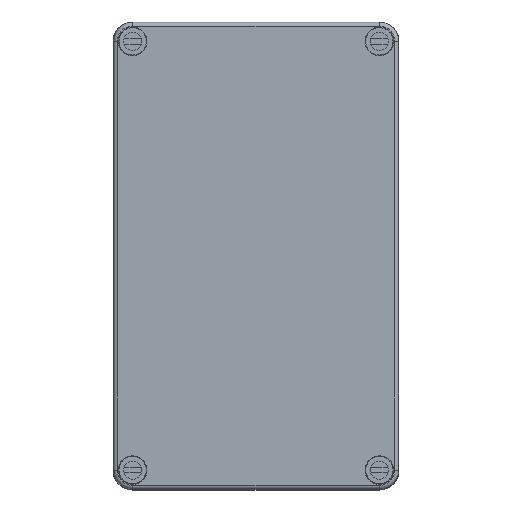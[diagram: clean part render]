
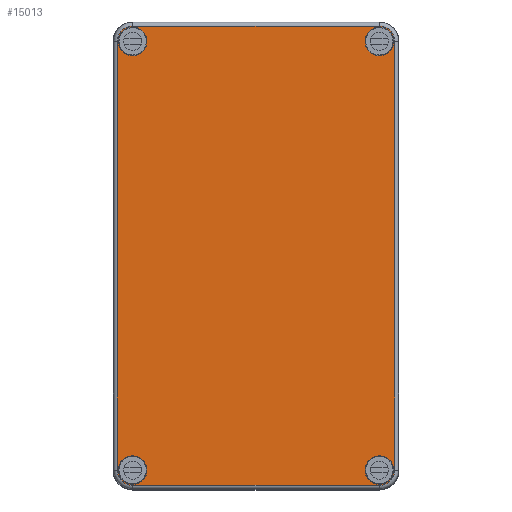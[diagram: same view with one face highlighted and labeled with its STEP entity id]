
A CAD part, top view. The second image highlights one B-rep face of the part: STEP entity #15013.
In plain terms, the highlighted planar face has unit normal (0, 0, 1).
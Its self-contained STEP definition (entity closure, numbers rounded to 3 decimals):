
#50 = ORIENTED_EDGE ( 'NONE', *, *, #14680, .T. ) ;
#310 = CARTESIAN_POINT ( 'NONE',  ( -42., -82.5, 18. ) ) ;
#330 = CARTESIAN_POINT ( 'NONE',  ( 47.5, -88.356, 18. ) ) ;
#458 = CARTESIAN_POINT ( 'NONE',  ( 47.5, -88.356, 18. ) ) ;
#573 = CARTESIAN_POINT ( 'NONE',  ( -47.5, 88.356, 18. ) ) ;
#1330 = AXIS2_PLACEMENT_3D ( 'NONE', #17892, #8148, #19520 ) ;
#1566 = EDGE_CURVE ( 'NONE', #7071, #10342, #19096, .T. ) ;
#1884 = ORIENTED_EDGE ( 'NONE', *, *, #10335, .F. ) ;
#1915 = VERTEX_POINT ( 'NONE', #12356 ) ;
#2004 = EDGE_CURVE ( 'NONE', #12673, #19013, #5612, .T. ) ;
#2099 = DIRECTION ( 'NONE',  ( -1., 0., 0. ) ) ;
#2491 = CIRCLE ( 'NONE', #18435, 5.5 ) ;
#2526 = CARTESIAN_POINT ( 'NONE',  ( -47.5, 82.5, 18. ) ) ;
#3071 = CARTESIAN_POINT ( 'NONE',  ( 47.5, -82.5, 18. ) ) ;
#3099 = ORIENTED_EDGE ( 'NONE', *, *, #11331, .F. ) ;
#3282 = VECTOR ( 'NONE', #21000, 1000. ) ;
#3620 = ORIENTED_EDGE ( 'NONE', *, *, #18368, .T. ) ;
#3799 = VERTEX_POINT ( 'NONE', #20947 ) ;
#3840 = AXIS2_PLACEMENT_3D ( 'NONE', #17528, #7787, #19148 ) ;
#3927 = FACE_BOUND ( 'NONE', #14188, .T. ) ;
#4024 = AXIS2_PLACEMENT_3D ( 'NONE', #9120, #20507, #10755 ) ;
#4055 = CARTESIAN_POINT ( 'NONE',  ( 47.5, 88.356, 18. ) ) ;
#4198 = DIRECTION ( 'NONE',  ( -1., 0., 0. ) ) ;
#4316 = AXIS2_PLACEMENT_3D ( 'NONE', #12701, #15976, #6247 ) ;
#4729 = DIRECTION ( 'NONE',  ( -1., 0., 0. ) ) ;
#4775 = ORIENTED_EDGE ( 'NONE', *, *, #16316, .T. ) ;
#5308 = ORIENTED_EDGE ( 'NONE', *, *, #12907, .T. ) ;
#5331 = CARTESIAN_POINT ( 'NONE',  ( 47.5, 82.5, 18. ) ) ;
#5413 = DIRECTION ( 'NONE',  ( 0., 0., -1. ) ) ;
#5435 = EDGE_CURVE ( 'NONE', #1915, #10342, #17815, .T. ) ;
#5612 = CIRCLE ( 'NONE', #10424, 5.856 ) ;
#5801 = VERTEX_POINT ( 'NONE', #9195 ) ;
#5854 = EDGE_CURVE ( 'NONE', #13940, #7071, #9148, .T. ) ;
#5913 = AXIS2_PLACEMENT_3D ( 'NONE', #3071, #14459, #4729 ) ;
#5960 = ORIENTED_EDGE ( 'NONE', *, *, #1566, .T. ) ;
#6187 = CIRCLE ( 'NONE', #15760, 5.5 ) ;
#6247 = DIRECTION ( 'NONE',  ( -1., 0., 0. ) ) ;
#6271 = DIRECTION ( 'NONE',  ( 0., -1., 0. ) ) ;
#6512 = VECTOR ( 'NONE', #12510, 1000. ) ;
#6677 = DIRECTION ( 'NONE',  ( 0., 0., -1. ) ) ;
#6955 = VERTEX_POINT ( 'NONE', #8950 ) ;
#6985 = DIRECTION ( 'NONE',  ( -1., 0., 0. ) ) ;
#7071 = VERTEX_POINT ( 'NONE', #17414 ) ;
#7150 = CARTESIAN_POINT ( 'NONE',  ( -53., -82.5, 18. ) ) ;
#7158 = LINE ( 'NONE', #458, #10940 ) ;
#7556 = CARTESIAN_POINT ( 'NONE',  ( -47.5, -82.5, 18. ) ) ;
#7680 = CARTESIAN_POINT ( 'NONE',  ( 47.5, 82.5, 18. ) ) ;
#7787 = DIRECTION ( 'NONE',  ( 0., 0., 1. ) ) ;
#8066 = ORIENTED_EDGE ( 'NONE', *, *, #14389, .T. ) ;
#8148 = DIRECTION ( 'NONE',  ( 0., 0., -1. ) ) ;
#8236 = FACE_BOUND ( 'NONE', #14105, .T. ) ;
#8349 = CARTESIAN_POINT ( 'NONE',  ( 47.5, -82.5, 18. ) ) ;
#8764 = FACE_BOUND ( 'NONE', #20441, .T. ) ;
#8950 = CARTESIAN_POINT ( 'NONE',  ( 42., -82.5, 18. ) ) ;
#9013 = EDGE_CURVE ( 'NONE', #3799, #20899, #9963, .T. ) ;
#9120 = CARTESIAN_POINT ( 'NONE',  ( 47.5, 82.5, 18. ) ) ;
#9148 = CIRCLE ( 'NONE', #3840, 5.856 ) ;
#9165 = DIRECTION ( 'NONE',  ( -1., 0., 0. ) ) ;
#9195 = CARTESIAN_POINT ( 'NONE',  ( 53., 82.5, 18. ) ) ;
#9303 = DIRECTION ( 'NONE',  ( -1., 0., 0. ) ) ;
#9312 = CIRCLE ( 'NONE', #4024, 5.5 ) ;
#9497 = CARTESIAN_POINT ( 'NONE',  ( 47.5, -82.5, 18. ) ) ;
#9868 = CARTESIAN_POINT ( 'NONE',  ( 42., 82.5, 18. ) ) ;
#9963 = CIRCLE ( 'NONE', #19595, 5.5 ) ;
#9975 = DIRECTION ( 'NONE',  ( -1., 0., 0. ) ) ;
#10030 = CIRCLE ( 'NONE', #16018, 5.5 ) ;
#10061 = VERTEX_POINT ( 'NONE', #7150 ) ;
#10323 = VERTEX_POINT ( 'NONE', #310 ) ;
#10335 = EDGE_CURVE ( 'NONE', #12673, #1915, #7158, .T. ) ;
#10342 = VERTEX_POINT ( 'NONE', #18423 ) ;
#10424 = AXIS2_PLACEMENT_3D ( 'NONE', #9497, #20872, #11138 ) ;
#10508 = ORIENTED_EDGE ( 'NONE', *, *, #2004, .T. ) ;
#10563 = EDGE_CURVE ( 'NONE', #17989, #17748, #15006, .T. ) ;
#10755 = DIRECTION ( 'NONE',  ( -1., 0., 0. ) ) ;
#10940 = VECTOR ( 'NONE', #2099, 1000. ) ;
#10989 = EDGE_LOOP ( 'NONE', ( #10508, #3099, #11359, #8066, #13560, #5960, #15077, #1884 ) ) ;
#11061 = PLANE ( 'NONE',  #4316 ) ;
#11138 = DIRECTION ( 'NONE',  ( 1., 0., 0. ) ) ;
#11331 = EDGE_CURVE ( 'NONE', #17748, #19013, #15748, .T. ) ;
#11359 = ORIENTED_EDGE ( 'NONE', *, *, #10563, .F. ) ;
#11621 = EDGE_CURVE ( 'NONE', #10061, #10323, #2491, .T. ) ;
#12356 = CARTESIAN_POINT ( 'NONE',  ( -47.5, -88.356, 18. ) ) ;
#12423 = AXIS2_PLACEMENT_3D ( 'NONE', #7680, #19049, #9303 ) ;
#12510 = DIRECTION ( 'NONE',  ( -1., 0., 0. ) ) ;
#12673 = VERTEX_POINT ( 'NONE', #330 ) ;
#12701 = CARTESIAN_POINT ( 'NONE',  ( -53.356, 82.5, 18. ) ) ;
#12895 = CARTESIAN_POINT ( 'NONE',  ( 53.356, 82.5, 18. ) ) ;
#12907 = EDGE_CURVE ( 'NONE', #5801, #17728, #9312, .T. ) ;
#13560 = ORIENTED_EDGE ( 'NONE', *, *, #5854, .T. ) ;
#13940 = VERTEX_POINT ( 'NONE', #573 ) ;
#13946 = DIRECTION ( 'NONE',  ( 0., 0., -1. ) ) ;
#13965 = CIRCLE ( 'NONE', #5913, 5.5 ) ;
#14090 = ORIENTED_EDGE ( 'NONE', *, *, #20430, .T. ) ;
#14105 = EDGE_LOOP ( 'NONE', ( #4775, #17370 ) ) ;
#14156 = EDGE_LOOP ( 'NONE', ( #19638, #15220 ) ) ;
#14188 = EDGE_LOOP ( 'NONE', ( #3620, #14090 ) ) ;
#14228 = CARTESIAN_POINT ( 'NONE',  ( 47.5, 88.356, 18. ) ) ;
#14260 = AXIS2_PLACEMENT_3D ( 'NONE', #16413, #6677, #18037 ) ;
#14264 = VECTOR ( 'NONE', #6271, 1000. ) ;
#14389 = EDGE_CURVE ( 'NONE', #17989, #13940, #15659, .T. ) ;
#14459 = DIRECTION ( 'NONE',  ( 0., 0., -1. ) ) ;
#14680 = EDGE_CURVE ( 'NONE', #17728, #5801, #10030, .T. ) ;
#14773 = CARTESIAN_POINT ( 'NONE',  ( 53.356, 82.5, 18. ) ) ;
#15006 = CIRCLE ( 'NONE', #12423, 5.856 ) ;
#15013 = ADVANCED_FACE ( 'NONE', ( #3927, #8764, #16914, #8236, #20703 ), #11061, .F. ) ;
#15077 = ORIENTED_EDGE ( 'NONE', *, *, #5435, .F. ) ;
#15154 = CARTESIAN_POINT ( 'NONE',  ( -47.5, -82.5, 18. ) ) ;
#15220 = ORIENTED_EDGE ( 'NONE', *, *, #11621, .T. ) ;
#15659 = LINE ( 'NONE', #14228, #6512 ) ;
#15726 = CARTESIAN_POINT ( 'NONE',  ( -42., 82.5, 18. ) ) ;
#15748 = LINE ( 'NONE', #12895, #3282 ) ;
#15760 = AXIS2_PLACEMENT_3D ( 'NONE', #7556, #18913, #9165 ) ;
#15976 = DIRECTION ( 'NONE',  ( 0., 0., -1. ) ) ;
#16018 = AXIS2_PLACEMENT_3D ( 'NONE', #5331, #16708, #6985 ) ;
#16069 = EDGE_CURVE ( 'NONE', #10323, #10061, #6187, .T. ) ;
#16098 = VERTEX_POINT ( 'NONE', #18981 ) ;
#16316 = EDGE_CURVE ( 'NONE', #20899, #3799, #19371, .T. ) ;
#16413 = CARTESIAN_POINT ( 'NONE',  ( -47.5, 82.5, 18. ) ) ;
#16708 = DIRECTION ( 'NONE',  ( 0., 0., -1. ) ) ;
#16799 = DIRECTION ( 'NONE',  ( -1., 0., 0. ) ) ;
#16914 = FACE_OUTER_BOUND ( 'NONE', #10989, .T. ) ;
#17370 = ORIENTED_EDGE ( 'NONE', *, *, #9013, .T. ) ;
#17414 = CARTESIAN_POINT ( 'NONE',  ( -53.356, 82.5, 18. ) ) ;
#17528 = CARTESIAN_POINT ( 'NONE',  ( -47.5, 82.5, 18. ) ) ;
#17584 = CIRCLE ( 'NONE', #18249, 5.5 ) ;
#17728 = VERTEX_POINT ( 'NONE', #9868 ) ;
#17748 = VERTEX_POINT ( 'NONE', #14773 ) ;
#17815 = CIRCLE ( 'NONE', #1330, 5.856 ) ;
#17892 = CARTESIAN_POINT ( 'NONE',  ( -47.5, -82.5, 18. ) ) ;
#17989 = VERTEX_POINT ( 'NONE', #4055 ) ;
#18037 = DIRECTION ( 'NONE',  ( -1., 0., 0. ) ) ;
#18249 = AXIS2_PLACEMENT_3D ( 'NONE', #8349, #19715, #9975 ) ;
#18368 = EDGE_CURVE ( 'NONE', #16098, #6955, #17584, .T. ) ;
#18423 = CARTESIAN_POINT ( 'NONE',  ( -53.356, -82.5, 18. ) ) ;
#18435 = AXIS2_PLACEMENT_3D ( 'NONE', #15154, #5413, #16799 ) ;
#18913 = DIRECTION ( 'NONE',  ( 0., 0., -1. ) ) ;
#18981 = CARTESIAN_POINT ( 'NONE',  ( 53., -82.5, 18. ) ) ;
#19013 = VERTEX_POINT ( 'NONE', #19761 ) ;
#19049 = DIRECTION ( 'NONE',  ( 0., 0., -1. ) ) ;
#19096 = LINE ( 'NONE', #20890, #14264 ) ;
#19148 = DIRECTION ( 'NONE',  ( 1., 0., 0. ) ) ;
#19371 = CIRCLE ( 'NONE', #14260, 5.5 ) ;
#19520 = DIRECTION ( 'NONE',  ( -1., 0., 0. ) ) ;
#19595 = AXIS2_PLACEMENT_3D ( 'NONE', #2526, #13946, #4198 ) ;
#19638 = ORIENTED_EDGE ( 'NONE', *, *, #16069, .T. ) ;
#19715 = DIRECTION ( 'NONE',  ( 0., 0., -1. ) ) ;
#19761 = CARTESIAN_POINT ( 'NONE',  ( 53.356, -82.5, 18. ) ) ;
#20430 = EDGE_CURVE ( 'NONE', #6955, #16098, #13965, .T. ) ;
#20441 = EDGE_LOOP ( 'NONE', ( #5308, #50 ) ) ;
#20507 = DIRECTION ( 'NONE',  ( 0., 0., -1. ) ) ;
#20703 = FACE_BOUND ( 'NONE', #14156, .T. ) ;
#20872 = DIRECTION ( 'NONE',  ( 0., 0., 1. ) ) ;
#20890 = CARTESIAN_POINT ( 'NONE',  ( -53.356, 82.5, 18. ) ) ;
#20899 = VERTEX_POINT ( 'NONE', #15726 ) ;
#20947 = CARTESIAN_POINT ( 'NONE',  ( -53., 82.5, 18. ) ) ;
#21000 = DIRECTION ( 'NONE',  ( 0., -1., 0. ) ) ;
